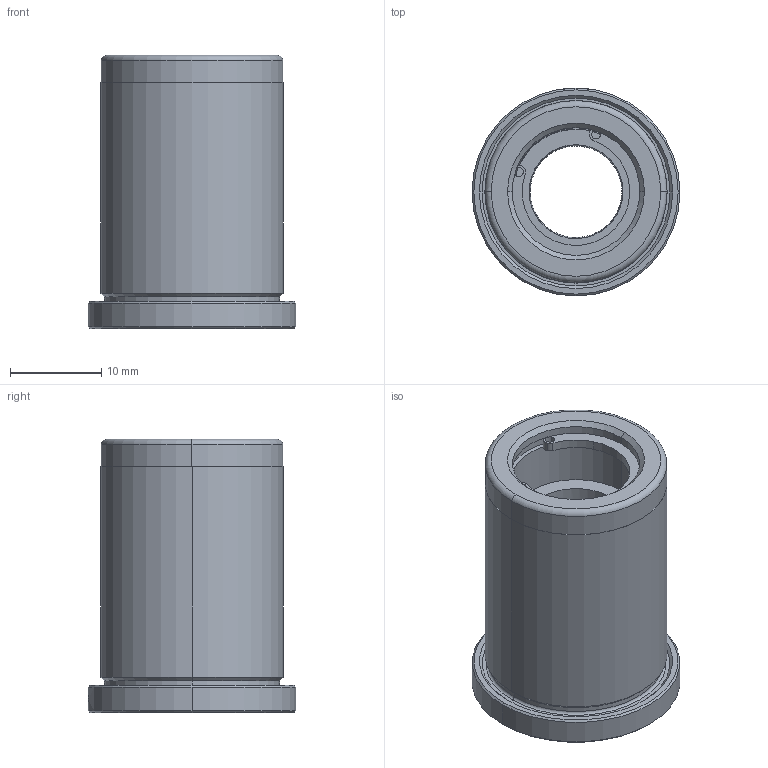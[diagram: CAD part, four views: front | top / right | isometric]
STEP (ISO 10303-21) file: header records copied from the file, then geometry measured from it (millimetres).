
FILE_DESCRIPTION (( 'STEP AP214' ), '1' );
FILE_NAME ('GBBF-D20-d10-L30.STEP', '2021-08-06T08:49:40', ( 'User' ), ( 'china' ), 'SwSTEP 2.0', 'SolidWorks 2016', '' );
FILE_SCHEMA (( 'AUTOMOTIVE_DESIGN' ));
Length unit declared in the file: millimetre
Products named in the file (6): BSH紩杶-d10-L20; 球-D2; GBBL囀縐-D14.8; GBBF-D20-L30; GBBF-D20-d10-L30
Assembly tree (69 placements, depth 3):
  GBBF-D20-d10-L30
    GBBF-D20-L30
    GBBL囀縐-D14.8  x2
    BSH紩杶-d10-L20
      BSH紩杶-d10-L20
      球-D2  x64
Bounding box: 22.8 x 22.8 x 30 mm (x, y, z)
Volume: 6254.9 mm3; surface area: 7153.1 mm2
Topology: 68 solids, 68 shells, 355 faces, 1430 edges, 948 vertices
Faces by surface type: sphere 256, cylinder 60, plane 23, cone 12, torus 4
Entity records: 11373 total; most frequent: CARTESIAN_POINT 5176, ORIENTED_EDGE 1250, DIRECTION 1111, EDGE_CURVE 625, AXIS2_PLACEMENT_3D 511, VERTEX_POINT 412, EDGE_LOOP 343, B_SPLINE_CURVE_WITH_KNOTS 308
